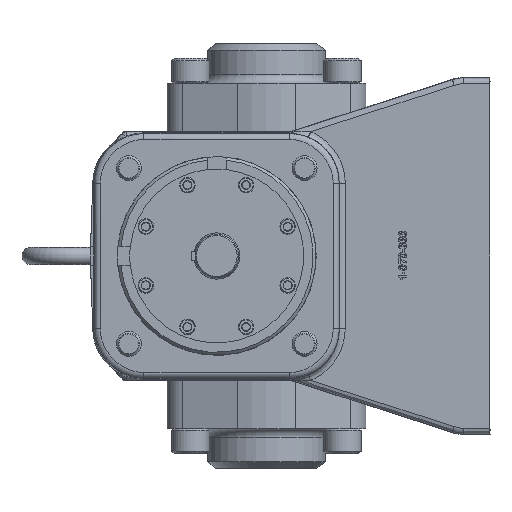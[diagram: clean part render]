
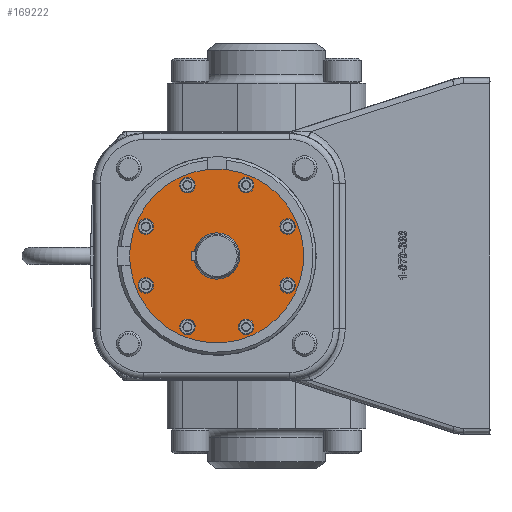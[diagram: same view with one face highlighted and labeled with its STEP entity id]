
A CAD part, left-side view. The second image highlights one B-rep face of the part: STEP entity #169222.
In plain terms, the highlighted planar face has unit normal (-1, 0, 0).
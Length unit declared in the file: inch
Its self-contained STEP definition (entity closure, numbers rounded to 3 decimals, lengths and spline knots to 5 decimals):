
#2519 = CIRCLE ( 'NONE', #113828, 0.156 ) ;
#4127 = EDGE_LOOP ( 'NONE', ( #27299 ) ) ;
#4169 = DIRECTION ( 'NONE',  ( 0., 0., 1. ) ) ;
#6251 = ORIENTED_EDGE ( 'NONE', *, *, #67250, .T. ) ;
#7619 = EDGE_CURVE ( 'NONE', #116012, #176249, #72350, .T. ) ;
#10708 = FACE_OUTER_BOUND ( 'NONE', #65429, .T. ) ;
#11513 = ORIENTED_EDGE ( 'NONE', *, *, #56752, .T. ) ;
#12069 = CIRCLE ( 'NONE', #30418, 1.75 ) ;
#15127 = FACE_BOUND ( 'NONE', #133240, .T. ) ;
#17517 = CARTESIAN_POINT ( 'NONE',  ( -5.548, -0.19, 1.73966 ) ) ;
#17711 = DIRECTION ( 'NONE',  ( -1., 0., 0. ) ) ;
#20780 = CARTESIAN_POINT ( 'NONE',  ( -5.548, -0.59125, -1.42739 ) ) ;
#22460 = CIRCLE ( 'NONE', #141923, 0.156 ) ;
#24809 = CIRCLE ( 'NONE', #71174, 0.156 ) ;
#26921 = DIRECTION ( 'NONE',  ( 1., 0., 0. ) ) ;
#27299 = ORIENTED_EDGE ( 'NONE', *, *, #122349, .T. ) ;
#28643 = VERTEX_POINT ( 'NONE', #76070 ) ;
#28908 = CARTESIAN_POINT ( 'NONE',  ( -5.548, -1.42739, 0.59125 ) ) ;
#29121 = ORIENTED_EDGE ( 'NONE', *, *, #157206, .T. ) ;
#30418 = AXIS2_PLACEMENT_3D ( 'NONE', #100748, #17711, #114585 ) ;
#31195 = DIRECTION ( 'NONE',  ( 0., 0., 1. ) ) ;
#31795 = DIRECTION ( 'NONE',  ( -1., 0., 0. ) ) ;
#33481 = CARTESIAN_POINT ( 'NONE',  ( -5.548, 1.73966, 0.19 ) ) ;
#33570 = CARTESIAN_POINT ( 'NONE',  ( -5.548, 0., 0. ) ) ;
#34019 = ORIENTED_EDGE ( 'NONE', *, *, #59973, .T. ) ;
#34861 = DIRECTION ( 'NONE',  ( 0., 0., 1. ) ) ;
#35125 = DIRECTION ( 'NONE',  ( -1., 0., 0. ) ) ;
#35628 = CIRCLE ( 'NONE', #148831, 0.156 ) ;
#38064 = VERTEX_POINT ( 'NONE', #140451 ) ;
#41594 = DIRECTION ( 'NONE',  ( 1., 0., 0. ) ) ;
#41640 = EDGE_CURVE ( 'NONE', #176249, #69821, #12069, .T. ) ;
#42596 = VERTEX_POINT ( 'NONE', #67478 ) ;
#42991 = DIRECTION ( 'NONE',  ( 0., 0., 1. ) ) ;
#43504 = FACE_BOUND ( 'NONE', #47569, .T. ) ;
#44022 = EDGE_CURVE ( 'NONE', #42596, #42596, #22460, .T. ) ;
#47569 = EDGE_LOOP ( 'NONE', ( #29121 ) ) ;
#47727 = FACE_BOUND ( 'NONE', #109182, .T. ) ;
#48867 = VERTEX_POINT ( 'NONE', #124192 ) ;
#49084 = AXIS2_PLACEMENT_3D ( 'NONE', #117932, #35125, #131875 ) ;
#49686 = CARTESIAN_POINT ( 'NONE',  ( -5.548, 0.59125, -1.27139 ) ) ;
#49771 = EDGE_CURVE ( 'NONE', #102928, #102928, #24809, .T. ) ;
#51950 = CIRCLE ( 'NONE', #98509, 0.156 ) ;
#53900 = CARTESIAN_POINT ( 'NONE',  ( -5.548, 1.42739, 0.59125 ) ) ;
#56752 = EDGE_CURVE ( 'NONE', #28643, #116012, #78457, .T. ) ;
#57421 = AXIS2_PLACEMENT_3D ( 'NONE', #28908, #125723, #42991 ) ;
#58323 = CARTESIAN_POINT ( 'NONE',  ( -5.548, 0., 0. ) ) ;
#59973 = EDGE_CURVE ( 'NONE', #48867, #48867, #177154, .T. ) ;
#62897 = ORIENTED_EDGE ( 'NONE', *, *, #83817, .T. ) ;
#63877 = ORIENTED_EDGE ( 'NONE', *, *, #41640, .T. ) ;
#64059 = VERTEX_POINT ( 'NONE', #111430 ) ;
#65429 = EDGE_LOOP ( 'NONE', ( #63877, #62897, #11513, #173488 ) ) ;
#66845 = DIRECTION ( 'NONE',  ( 1., 0., 0. ) ) ;
#66998 = DIRECTION ( 'NONE',  ( -1., 0., 0. ) ) ;
#67250 = EDGE_CURVE ( 'NONE', #64059, #64059, #175018, .T. ) ;
#67478 = CARTESIAN_POINT ( 'NONE',  ( -5.548, 0.59125, 1.58339 ) ) ;
#67831 = DIRECTION ( 'NONE',  ( 0., 0., 1. ) ) ;
#68064 = CARTESIAN_POINT ( 'NONE',  ( -5.548, -0.59125, 1.58339 ) ) ;
#69821 = VERTEX_POINT ( 'NONE', #33481 ) ;
#71174 = AXIS2_PLACEMENT_3D ( 'NONE', #109763, #26921, #123734 ) ;
#72317 = DIRECTION ( 'NONE',  ( 0., 0., 1. ) ) ;
#72350 = CIRCLE ( 'NONE', #96515, 1.75 ) ;
#74541 = VERTEX_POINT ( 'NONE', #120377 ) ;
#76070 = CARTESIAN_POINT ( 'NONE',  ( -5.548, 1.73966, -0.19 ) ) ;
#78254 = CARTESIAN_POINT ( 'NONE',  ( -5.548, 0.59125, 1.42739 ) ) ;
#78311 = CARTESIAN_POINT ( 'NONE',  ( -5.548, 0., 0. ) ) ;
#78457 = CIRCLE ( 'NONE', #139834, 1.75 ) ;
#79481 = CARTESIAN_POINT ( 'NONE',  ( -5.548, 0., 0.4655 ) ) ;
#80401 = FACE_BOUND ( 'NONE', #4127, .T. ) ;
#83144 = EDGE_CURVE ( 'NONE', #38064, #38064, #120264, .T. ) ;
#83817 = EDGE_CURVE ( 'NONE', #69821, #28643, #151985, .T. ) ;
#84364 = ORIENTED_EDGE ( 'NONE', *, *, #135565, .T. ) ;
#84625 = FACE_BOUND ( 'NONE', #132159, .T. ) ;
#87491 = DIRECTION ( 'NONE',  ( 1., 0., 0. ) ) ;
#92122 = DIRECTION ( 'NONE',  ( 0., 0., 1. ) ) ;
#92173 = DIRECTION ( 'NONE',  ( 0., 0., 1. ) ) ;
#96515 = AXIS2_PLACEMENT_3D ( 'NONE', #33570, #31795, #31195 ) ;
#98509 = AXIS2_PLACEMENT_3D ( 'NONE', #170238, #87491, #4169 ) ;
#100748 = CARTESIAN_POINT ( 'NONE',  ( -5.548, 0., 0. ) ) ;
#102606 = VERTEX_POINT ( 'NONE', #144580 ) ;
#102928 = VERTEX_POINT ( 'NONE', #68064 ) ;
#105129 = AXIS2_PLACEMENT_3D ( 'NONE', #78311, #174917, #92173 ) ;
#105269 = CIRCLE ( 'NONE', #105129, 0.4655 ) ;
#109182 = EDGE_LOOP ( 'NONE', ( #6251 ) ) ;
#109763 = CARTESIAN_POINT ( 'NONE',  ( -5.548, -0.59125, 1.42739 ) ) ;
#111430 = CARTESIAN_POINT ( 'NONE',  ( -5.548, 1.42739, 0.74725 ) ) ;
#113828 = AXIS2_PLACEMENT_3D ( 'NONE', #20780, #117664, #34861 ) ;
#114585 = DIRECTION ( 'NONE',  ( 0., 0., 1. ) ) ;
#116012 = VERTEX_POINT ( 'NONE', #17517 ) ;
#116895 = FACE_BOUND ( 'NONE', #130152, .T. ) ;
#117664 = DIRECTION ( 'NONE',  ( 1., 0., 0. ) ) ;
#117932 = CARTESIAN_POINT ( 'NONE',  ( -5.548, 0., 0. ) ) ;
#120264 = CIRCLE ( 'NONE', #57421, 0.156 ) ;
#120377 = CARTESIAN_POINT ( 'NONE',  ( -5.548, -0.59125, -1.27139 ) ) ;
#121307 = FACE_BOUND ( 'NONE', #172931, .T. ) ;
#122349 = EDGE_CURVE ( 'NONE', #102606, #102606, #35628, .T. ) ;
#123734 = DIRECTION ( 'NONE',  ( 0., 0., 1. ) ) ;
#124192 = CARTESIAN_POINT ( 'NONE',  ( -5.548, 1.42739, -0.43525 ) ) ;
#124315 = CARTESIAN_POINT ( 'NONE',  ( -5.548, 1.42739, -0.59125 ) ) ;
#125607 = ORIENTED_EDGE ( 'NONE', *, *, #83144, .T. ) ;
#125723 = DIRECTION ( 'NONE',  ( 1., 0., 0. ) ) ;
#127665 = EDGE_LOOP ( 'NONE', ( #84364 ) ) ;
#128662 = AXIS2_PLACEMENT_3D ( 'NONE', #124315, #41594, #138262 ) ;
#130152 = EDGE_LOOP ( 'NONE', ( #164843 ) ) ;
#130677 = PLANE ( 'NONE',  #49084 ) ;
#131875 = DIRECTION ( 'NONE',  ( 0., 0., 1. ) ) ;
#132159 = EDGE_LOOP ( 'NONE', ( #150611 ) ) ;
#133240 = EDGE_LOOP ( 'NONE', ( #141395 ) ) ;
#135565 = EDGE_CURVE ( 'NONE', #141535, #141535, #51950, .T. ) ;
#138262 = DIRECTION ( 'NONE',  ( 0., 0., 1. ) ) ;
#139834 = AXIS2_PLACEMENT_3D ( 'NONE', #58323, #155002, #72317 ) ;
#140451 = CARTESIAN_POINT ( 'NONE',  ( -5.548, -1.42739, 0.74725 ) ) ;
#141395 = ORIENTED_EDGE ( 'NONE', *, *, #161243, .F. ) ;
#141535 = VERTEX_POINT ( 'NONE', #49686 ) ;
#141923 = AXIS2_PLACEMENT_3D ( 'NONE', #78254, #174856, #92122 ) ;
#144580 = CARTESIAN_POINT ( 'NONE',  ( -5.548, -1.42739, -0.43525 ) ) ;
#148831 = AXIS2_PLACEMENT_3D ( 'NONE', #149610, #66845, #163458 ) ;
#149610 = CARTESIAN_POINT ( 'NONE',  ( -5.548, -1.42739, -0.59125 ) ) ;
#149767 = CARTESIAN_POINT ( 'NONE',  ( -5.548, 0., 0. ) ) ;
#150584 = DIRECTION ( 'NONE',  ( 1., 0., 0. ) ) ;
#150611 = ORIENTED_EDGE ( 'NONE', *, *, #44022, .T. ) ;
#151985 = CIRCLE ( 'NONE', #161690, 1.75 ) ;
#153747 = FACE_BOUND ( 'NONE', #175244, .T. ) ;
#155002 = DIRECTION ( 'NONE',  ( -1., 0., 0. ) ) ;
#157206 = EDGE_CURVE ( 'NONE', #74541, #74541, #2519, .T. ) ;
#157989 = FACE_BOUND ( 'NONE', #127665, .T. ) ;
#161243 = EDGE_CURVE ( 'NONE', #176157, #176157, #105269, .T. ) ;
#161690 = AXIS2_PLACEMENT_3D ( 'NONE', #149767, #66998, #163619 ) ;
#163458 = DIRECTION ( 'NONE',  ( 0., 0., 1. ) ) ;
#163619 = DIRECTION ( 'NONE',  ( 0., 0., 1. ) ) ;
#164843 = ORIENTED_EDGE ( 'NONE', *, *, #49771, .T. ) ;
#169222 = ADVANCED_FACE ( 'NONE', ( #15127, #157989, #121307, #84625, #47727, #10708, #153747, #116895, #80401, #43504 ), #130677, .T. ) ;
#170238 = CARTESIAN_POINT ( 'NONE',  ( -5.548, 0.59125, -1.42739 ) ) ;
#172931 = EDGE_LOOP ( 'NONE', ( #125607 ) ) ;
#173488 = ORIENTED_EDGE ( 'NONE', *, *, #7619, .T. ) ;
#174856 = DIRECTION ( 'NONE',  ( 1., 0., 0. ) ) ;
#174917 = DIRECTION ( 'NONE',  ( -1., 0., 0. ) ) ;
#175018 = CIRCLE ( 'NONE', #177132, 0.156 ) ;
#175244 = EDGE_LOOP ( 'NONE', ( #34019 ) ) ;
#176157 = VERTEX_POINT ( 'NONE', #79481 ) ;
#176249 = VERTEX_POINT ( 'NONE', #176826 ) ;
#176826 = CARTESIAN_POINT ( 'NONE',  ( -5.548, 0.19, 1.73966 ) ) ;
#177132 = AXIS2_PLACEMENT_3D ( 'NONE', #53900, #150584, #67831 ) ;
#177154 = CIRCLE ( 'NONE', #128662, 0.156 ) ;
